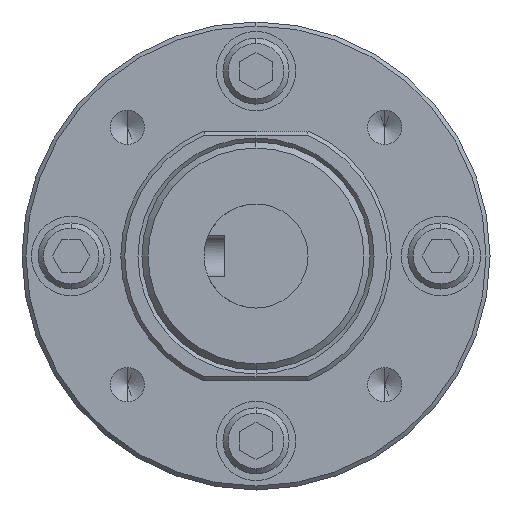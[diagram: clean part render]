
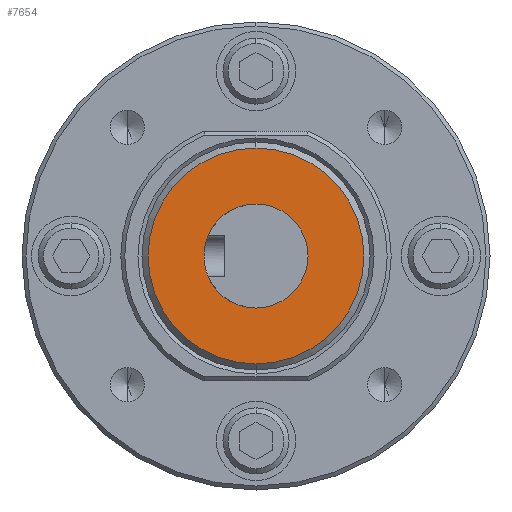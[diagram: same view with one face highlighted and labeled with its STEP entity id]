
A CAD part, left-side view. The second image highlights one B-rep face of the part: STEP entity #7654.
In plain terms, the highlighted face is planar.
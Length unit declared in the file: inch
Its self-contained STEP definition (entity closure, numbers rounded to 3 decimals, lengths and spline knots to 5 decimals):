
#256 = CARTESIAN_POINT ( 'NONE',  ( 5.35924, 0., 0. ) ) ;
#292 = AXIS2_PLACEMENT_3D ( 'NONE', #11086, #2966, #12451 ) ;
#345 = EDGE_CURVE ( 'NONE', #4393, #6223, #9258, .T. ) ;
#523 = AXIS2_PLACEMENT_3D ( 'NONE', #256, #9704, #1597 ) ;
#830 = CIRCLE ( 'NONE', #292, 0.40881 ) ;
#1328 = DIRECTION ( 'NONE',  ( 1., 0., 0. ) ) ;
#1597 = DIRECTION ( 'NONE',  ( 0., 0., -1. ) ) ;
#1748 = AXIS2_PLACEMENT_3D ( 'NONE', #9440, #1328, #10813 ) ;
#1837 = DIRECTION ( 'NONE',  ( 1., 0., 0. ) ) ;
#1939 = AXIS2_PLACEMENT_3D ( 'NONE', #9953, #1837, #11316 ) ;
#2556 = CARTESIAN_POINT ( 'NONE',  ( 5.35924, 0., -0.40881 ) ) ;
#2966 = DIRECTION ( 'NONE',  ( 1., 0., 0. ) ) ;
#3420 = ORIENTED_EDGE ( 'NONE', *, *, #12458, .T. ) ;
#3711 = CIRCLE ( 'NONE', #1748, 0.40881 ) ;
#4393 = VERTEX_POINT ( 'NONE', #10894 ) ;
#4956 = ORIENTED_EDGE ( 'NONE', *, *, #12981, .F. ) ;
#5881 = DIRECTION ( 'NONE',  ( 1., 0., 0. ) ) ;
#6223 = VERTEX_POINT ( 'NONE', #7522 ) ;
#6405 = VERTEX_POINT ( 'NONE', #2556 ) ;
#7385 = CARTESIAN_POINT ( 'NONE',  ( 5.35924, 0., 0.40881 ) ) ;
#7522 = CARTESIAN_POINT ( 'NONE',  ( 5.35924, 0., -0.19685 ) ) ;
#7654 = ADVANCED_FACE ( 'NONE', ( #10129, #13730 ), #9967, .T. ) ;
#9258 = CIRCLE ( 'NONE', #1939, 0.19685 ) ;
#9440 = CARTESIAN_POINT ( 'NONE',  ( 5.35924, 0., 0. ) ) ;
#9704 = DIRECTION ( 'NONE',  ( 1., 0., 0. ) ) ;
#9953 = CARTESIAN_POINT ( 'NONE',  ( 5.35924, 0., 0. ) ) ;
#9967 = PLANE ( 'NONE',  #11949 ) ;
#10129 = FACE_OUTER_BOUND ( 'NONE', #12450, .T. ) ;
#10180 = CIRCLE ( 'NONE', #523, 0.19685 ) ;
#10813 = DIRECTION ( 'NONE',  ( 0., 0., -1. ) ) ;
#10894 = CARTESIAN_POINT ( 'NONE',  ( 5.35924, 0., 0.19685 ) ) ;
#10995 = ORIENTED_EDGE ( 'NONE', *, *, #345, .F. ) ;
#11086 = CARTESIAN_POINT ( 'NONE',  ( 5.35924, 0., 0. ) ) ;
#11316 = DIRECTION ( 'NONE',  ( 0., 0., -1. ) ) ;
#11949 = AXIS2_PLACEMENT_3D ( 'NONE', #12644, #5881, #12701 ) ;
#12450 = EDGE_LOOP ( 'NONE', ( #3420, #13640 ) ) ;
#12451 = DIRECTION ( 'NONE',  ( 0., 0., -1. ) ) ;
#12458 = EDGE_CURVE ( 'NONE', #12654, #6405, #830, .T. ) ;
#12644 = CARTESIAN_POINT ( 'NONE',  ( 5.35924, 0., 0. ) ) ;
#12654 = VERTEX_POINT ( 'NONE', #7385 ) ;
#12701 = DIRECTION ( 'NONE',  ( 0., 0., -1. ) ) ;
#12981 = EDGE_CURVE ( 'NONE', #6223, #4393, #10180, .T. ) ;
#13640 = ORIENTED_EDGE ( 'NONE', *, *, #17460, .T. ) ;
#13730 = FACE_BOUND ( 'NONE', #15103, .T. ) ;
#15103 = EDGE_LOOP ( 'NONE', ( #10995, #4956 ) ) ;
#17460 = EDGE_CURVE ( 'NONE', #6405, #12654, #3711, .T. ) ;
